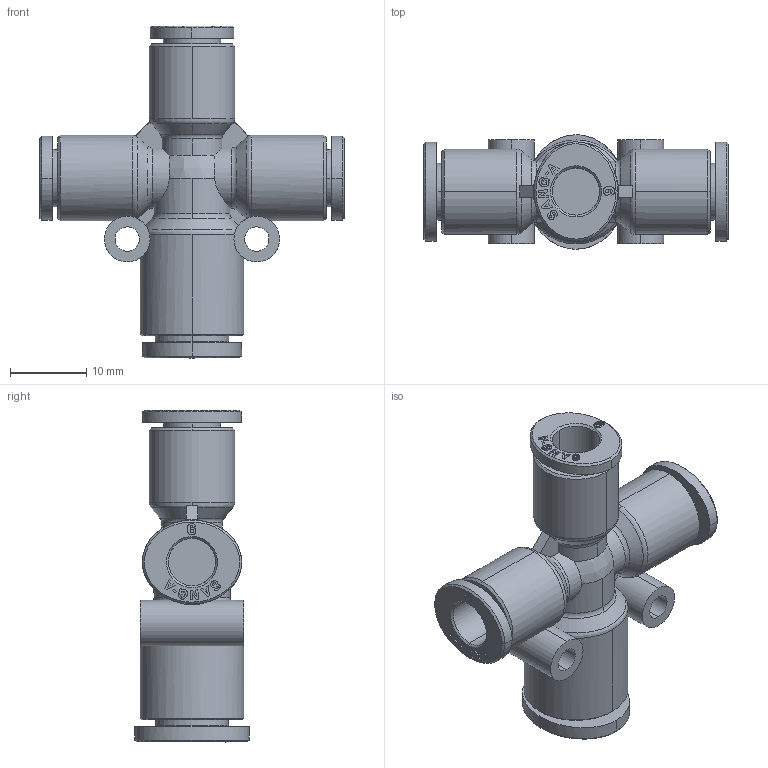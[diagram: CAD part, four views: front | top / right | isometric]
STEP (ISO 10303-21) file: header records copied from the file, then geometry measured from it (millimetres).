
FILE_DESCRIPTION (( 'STEP AP214' ), '1' );
FILE_NAME ('PZA31-08-06.stp', '2015-08-24T09:34:27', ( '' ), ( '' ), 'SwSTEP 2.0', 'SolidWorks 2015', '' );
FILE_SCHEMA (( 'AUTOMOTIVE_DESIGN' ));
Length unit declared in the file: millimetre
Products named in the file (2): PZA31-08-06; ｦ+ﾃｦ1
Assembly tree (1 placements, depth 2):
  PZA31-08-06
    ｦ+ﾃｦ1
Bounding box: 39.9 x 15 x 43.55 mm (x, y, z)
Volume: 5657.6 mm3; surface area: 5655.8 mm2
Topology: 1 solids, 1 shells, 1105 faces, 3108 edges, 2063 vertices
Faces by surface type: plane 855, bspline 134, cylinder 77, cone 29, torus 10
Entity records: 40790 total; most frequent: CARTESIAN_POINT 12545, ORIENTED_EDGE 6216, DIRECTION 4879, EDGE_CURVE 3108, VECTOR 2519, LINE 2519, VERTEX_POINT 2063, AXIS2_PLACEMENT_3D 1180
